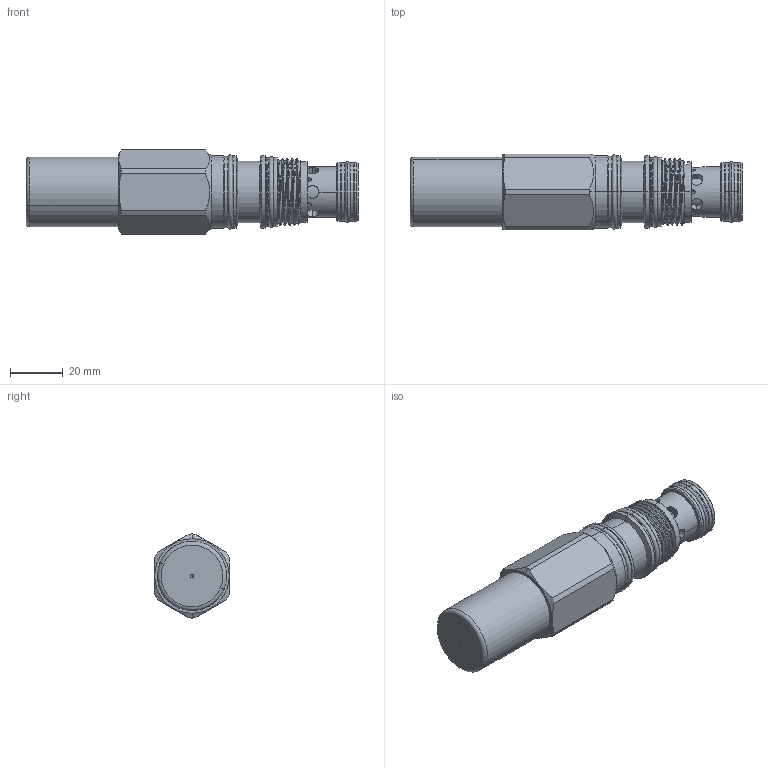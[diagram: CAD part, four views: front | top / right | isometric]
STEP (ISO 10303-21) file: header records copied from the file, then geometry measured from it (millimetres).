
FILE_DESCRIPTION (( 'STEP AP203' ), '1' );
FILE_NAME ('SD2A30-C.STEP', '2020-03-27T01:51:16', ( '' ), ( '' ), 'SwSTEP 2.0', 'SolidWorks 2018', '' );
FILE_SCHEMA (( 'CONFIG_CONTROL_DESIGN' ));
Length unit declared in the file: millimetre
Products named in the file (1): SD2A30-C
Bounding box: 125.59 x 28.57 x 31.8 mm (x, y, z)
Volume: 57404.1 mm3; surface area: 21278.2 mm2
Topology: 6 solids, 6 shells, 335 faces, 803 edges, 498 vertices
Faces by surface type: cylinder 179, plane 68, cone 43, torus 39, bspline 6
Entity records: 15287 total; most frequent: CARTESIAN_POINT 7743, ORIENTED_EDGE 1602, DIRECTION 1552, EDGE_CURVE 801, AXIS2_PLACEMENT_3D 656, VERTEX_POINT 498, EDGE_LOOP 365, FACE_OUTER_BOUND 335
